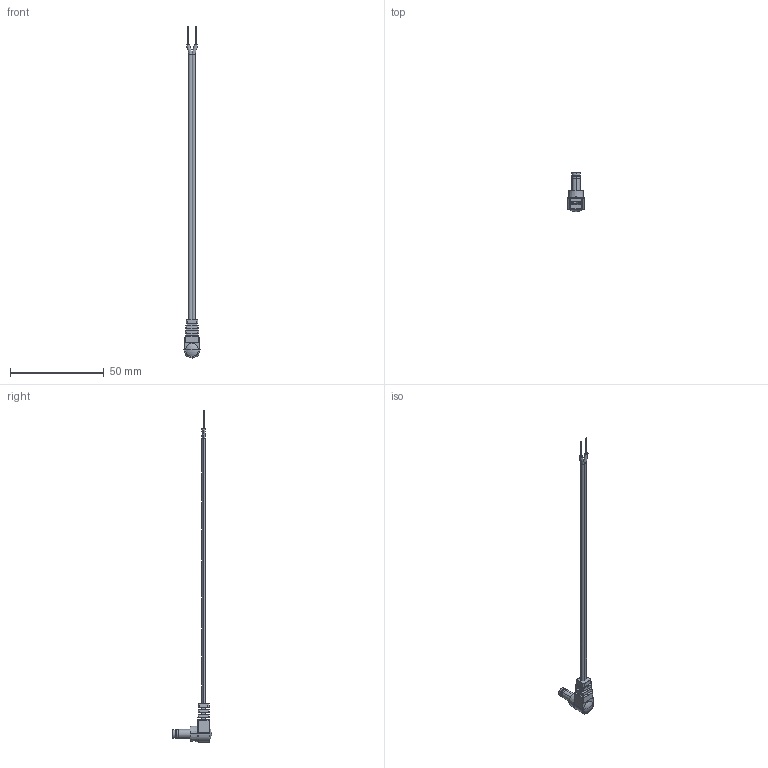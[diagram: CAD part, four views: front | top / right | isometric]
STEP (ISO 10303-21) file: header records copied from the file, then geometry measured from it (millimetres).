
FILE_DESCRIPTION (( 'STEP AP203' ), '1' );
FILE_NAME ('053-0198R.step', '2016-09-15T23:10:21', ( '' ), ( '' ), 'SwSTEP 2.0', 'SolidWorks 2015', '' );
FILE_SCHEMA (( 'CONFIG_CONTROL_DESIGN' ));
Length unit declared in the file: millimetre
Products named in the file (7): 50-00387; 30-00003_stripped and tinned; 50-00387 shell; 053-0198R; 24-00062_default; 50-00387 insulator; 50-00387 contact
Assembly tree (6 placements, depth 3):
  053-0198R
    30-00003_stripped and tinned
    24-00062_default
    50-00387
      50-00387 contact
      50-00387 insulator
      50-00387 shell
Bounding box: 8.6 x 21 x 176.8 mm (x, y, z)
Volume: 2130.3 mm3; surface area: 7435.5 mm2
Topology: 60 solids, 60 shells, 662 faces, 1478 edges, 957 vertices
Faces by surface type: plane 290, cylinder 271, bspline 79, torus 14, cone 8
Entity records: 21286 total; most frequent: CARTESIAN_POINT 5971, DIRECTION 3060, ORIENTED_EDGE 2952, EDGE_CURVE 1476, AXIS2_PLACEMENT_3D 1170, VERTEX_POINT 957, EDGE_LOOP 735, LINE 720
